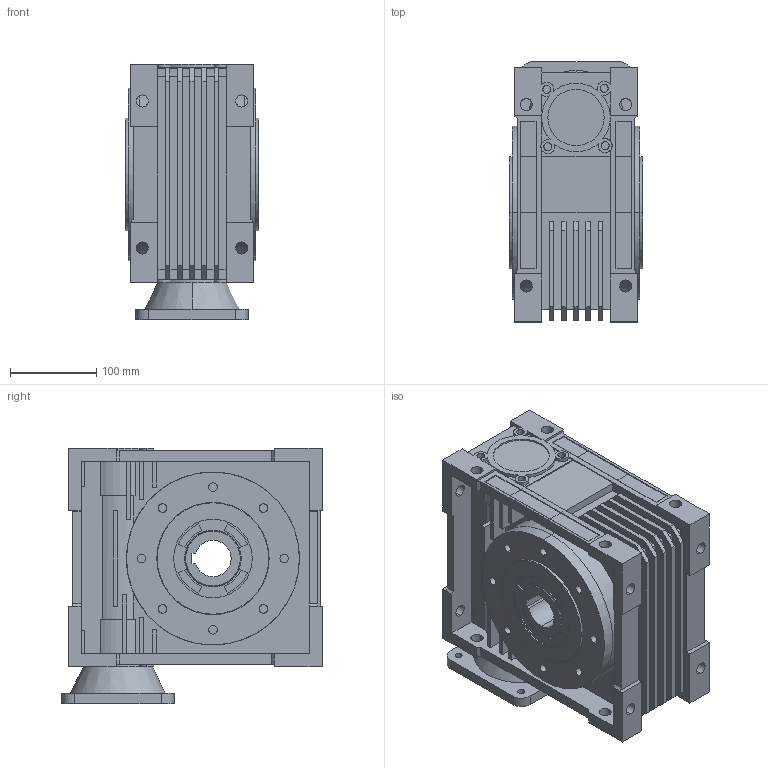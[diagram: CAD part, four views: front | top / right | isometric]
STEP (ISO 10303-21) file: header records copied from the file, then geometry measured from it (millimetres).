
FILE_DESCRIPTION (( 'STEP AP214' ), '1' );
FILE_NAME ('STP_1.5KW伺服_24_无_不配附件_空心轴.step', '2021-06-28T03:25:11', ( 'IT Division' ), ( 'IT' ), 'SwSTEP 2.0', 'SolidWorks 2016', '' );
FILE_SCHEMA (( 'AUTOMOTIVE_DESIGN' ));
Length unit declared in the file: millimetre
Products named in the file (1): STP_1.5KW伺服_24_无_不配附件_空心轴
Bounding box: 155 x 301.5 x 295.5 mm (x, y, z)
Volume: 8279595.5 mm3; surface area: 617901.1 mm2
Topology: 1 solids, 2 shells, 695 faces, 1784 edges, 1170 vertices
Faces by surface type: plane 447, cylinder 217, cone 17, torus 14
Entity records: 22602 total; most frequent: CARTESIAN_POINT 3840, DIRECTION 3679, ORIENTED_EDGE 3568, EDGE_CURVE 1784, LINE 1265, VECTOR 1265, AXIS2_PLACEMENT_3D 1207, VERTEX_POINT 1170
